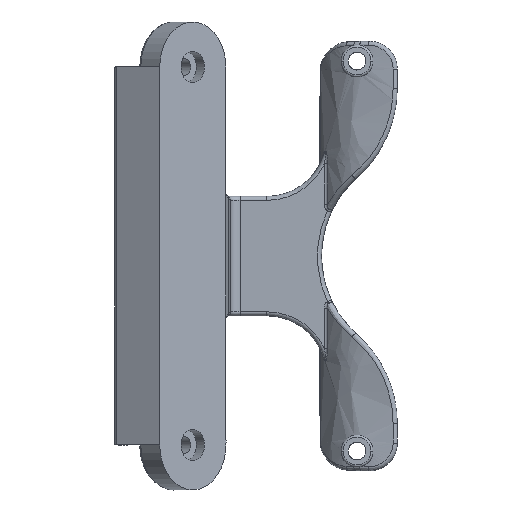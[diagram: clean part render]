
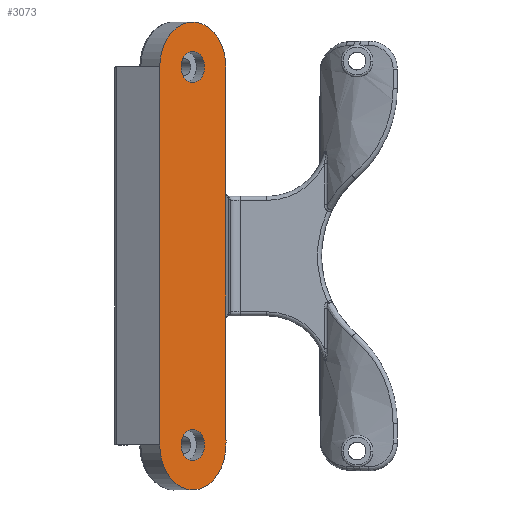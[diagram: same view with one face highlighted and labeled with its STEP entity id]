
A CAD part, top view. The second image highlights one B-rep face of the part: STEP entity #3073.
In plain terms, the highlighted planar face has unit normal (0.678, 0, 0.735).
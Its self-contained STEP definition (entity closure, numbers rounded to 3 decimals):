
#173=FACE_BOUND('',#810,.T.);
#174=FACE_BOUND('',#811,.T.);
#200=PLANE('',#3357);
#238=LINE('',#5869,#351);
#239=LINE('',#5870,#352);
#255=LINE('',#5963,#368);
#312=LINE('',#13191,#425);
#351=VECTOR('',#3499,10.);
#352=VECTOR('',#3500,10.);
#368=VECTOR('',#3574,10.);
#425=VECTOR('',#4003,10.);
#610=FACE_OUTER_BOUND('',#809,.T.);
#809=EDGE_LOOP('',(#2807,#2808,#2809,#2810,#2811,#2812,#2813,#2814));
#810=EDGE_LOOP('',(#2815));
#811=EDGE_LOOP('',(#2816));
#854=B_SPLINE_CURVE_WITH_KNOTS('',3,(#5803,#5804,#5805,#5806,#5807,#5808,
#5809,#5810,#5811,#5812,#5813,#5814,#5815,#5816,#5817,#5818,#5819,#5820,
#5821,#5822),.UNSPECIFIED.,.F.,.F.,(4,2,2,2,2,2,2,2,2,4),(0.1,
0.126,0.136,0.14,0.143,
0.147,0.153,0.164,0.197,
0.299),.UNSPECIFIED.);
#1158=CIRCLE('',#3358,11.3);
#1159=CIRCLE('',#3359,11.3);
#1160=CIRCLE('',#3360,11.3);
#1161=CIRCLE('',#3361,4.);
#1162=CIRCLE('',#3362,4.);
#1202=VERTEX_POINT('',#5665);
#1219=VERTEX_POINT('',#5727);
#1227=VERTEX_POINT('',#5792);
#1229=VERTEX_POINT('',#5802);
#1237=VERTEX_POINT('',#5866);
#1238=VERTEX_POINT('',#5868);
#1258=VERTEX_POINT('',#5961);
#1446=VERTEX_POINT('',#13190);
#1447=VERTEX_POINT('',#13195);
#1448=VERTEX_POINT('',#13197);
#1534=EDGE_CURVE('',#1229,#1227,#854,.F.);
#1545=EDGE_CURVE('',#1238,#1237,#238,.T.);
#1546=EDGE_CURVE('',#1227,#1238,#239,.T.);
#1580=EDGE_CURVE('',#1237,#1258,#255,.T.);
#1908=EDGE_CURVE('',#1219,#1446,#312,.T.);
#1909=EDGE_CURVE('',#1446,#1202,#1158,.T.);
#1910=EDGE_CURVE('',#1229,#1202,#1159,.T.);
#1911=EDGE_CURVE('',#1258,#1219,#1160,.T.);
#1912=EDGE_CURVE('',#1447,#1447,#1161,.T.);
#1913=EDGE_CURVE('',#1448,#1448,#1162,.T.);
#2807=ORIENTED_EDGE('',*,*,#1908,.T.);
#2808=ORIENTED_EDGE('',*,*,#1909,.T.);
#2809=ORIENTED_EDGE('',*,*,#1910,.F.);
#2810=ORIENTED_EDGE('',*,*,#1534,.T.);
#2811=ORIENTED_EDGE('',*,*,#1546,.T.);
#2812=ORIENTED_EDGE('',*,*,#1545,.T.);
#2813=ORIENTED_EDGE('',*,*,#1580,.T.);
#2814=ORIENTED_EDGE('',*,*,#1911,.T.);
#2815=ORIENTED_EDGE('',*,*,#1912,.T.);
#2816=ORIENTED_EDGE('',*,*,#1913,.T.);
#3073=ADVANCED_FACE('',(#610,#173,#174),#200,.T.);
#3357=AXIS2_PLACEMENT_3D('',#13189,#4001,#4002);
#3358=AXIS2_PLACEMENT_3D('',#13192,#4004,#4005);
#3359=AXIS2_PLACEMENT_3D('',#13193,#4006,#4007);
#3360=AXIS2_PLACEMENT_3D('',#13194,#4008,#4009);
#3361=AXIS2_PLACEMENT_3D('',#13196,#4010,#4011);
#3362=AXIS2_PLACEMENT_3D('',#13198,#4012,#4013);
#3499=DIRECTION('',(0.,1.,0.));
#3500=DIRECTION('',(0.,1.,0.));
#3574=DIRECTION('',(0.,1.,0.));
#4001=DIRECTION('center_axis',(0.678,0.,
0.735));
#4002=DIRECTION('ref_axis',(0.,1.,0.));
#4003=DIRECTION('',(0.,-1.,0.));
#4004=DIRECTION('center_axis',(0.678,0.,
0.735));
#4005=DIRECTION('ref_axis',(0.,1.,0.));
#4006=DIRECTION('center_axis',(-0.678,0.,
-0.735));
#4007=DIRECTION('ref_axis',(0.,1.,0.));
#4008=DIRECTION('center_axis',(0.678,0.,
0.735));
#4009=DIRECTION('ref_axis',(0.,1.,0.));
#4010=DIRECTION('center_axis',(-0.678,0.,
-0.735));
#4011=DIRECTION('ref_axis',(0.,1.,0.));
#4012=DIRECTION('center_axis',(-0.678,0.,
-0.735));
#4013=DIRECTION('ref_axis',(0.,1.,0.));
#5665=CARTESIAN_POINT('',(-57.09,122.503,99.52));
#5727=CARTESIAN_POINT('',(-57.09,217.503,99.52));
#5792=CARTESIAN_POINT('',(-40.483,123.936,84.191));
#5802=CARTESIAN_POINT('',(-40.486,122.183,84.195));
#5803=CARTESIAN_POINT('Ctrl Pts',(-40.483,123.936,84.191));
#5804=CARTESIAN_POINT('Ctrl Pts',(-40.47,123.866,84.18));
#5805=CARTESIAN_POINT('Ctrl Pts',(-40.459,123.796,84.169));
#5806=CARTESIAN_POINT('Ctrl Pts',(-40.447,123.699,84.158));
#5807=CARTESIAN_POINT('Ctrl Pts',(-40.444,123.671,84.155));
#5808=CARTESIAN_POINT('Ctrl Pts',(-40.44,123.632,84.152));
#5809=CARTESIAN_POINT('Ctrl Pts',(-40.439,123.62,84.151));
#5810=CARTESIAN_POINT('Ctrl Pts',(-40.437,123.598,84.149));
#5811=CARTESIAN_POINT('Ctrl Pts',(-40.436,123.588,84.148));
#5812=CARTESIAN_POINT('Ctrl Pts',(-40.434,123.569,84.147));
#5813=CARTESIAN_POINT('Ctrl Pts',(-40.434,123.558,84.146));
#5814=CARTESIAN_POINT('Ctrl Pts',(-40.432,123.532,84.145));
#5815=CARTESIAN_POINT('Ctrl Pts',(-40.431,123.516,84.144));
#5816=CARTESIAN_POINT('Ctrl Pts',(-40.429,123.468,84.142));
#5817=CARTESIAN_POINT('Ctrl Pts',(-40.428,123.435,84.141));
#5818=CARTESIAN_POINT('Ctrl Pts',(-40.426,123.311,84.139));
#5819=CARTESIAN_POINT('Ctrl Pts',(-40.428,123.219,84.141));
#5820=CARTESIAN_POINT('Ctrl Pts',(-40.446,122.845,84.157));
#5821=CARTESIAN_POINT('Ctrl Pts',(-40.479,122.532,84.188));
#5822=CARTESIAN_POINT('Ctrl Pts',(-40.486,122.183,84.195));
#5866=CARTESIAN_POINT('',(-40.483,185.503,84.191));
#5868=CARTESIAN_POINT('',(-40.483,165.503,84.191));
#5869=CARTESIAN_POINT('',(-40.483,122.503,84.191));
#5870=CARTESIAN_POINT('',(-40.483,122.503,84.191));
#5961=CARTESIAN_POINT('',(-40.483,217.498,84.191));
#5963=CARTESIAN_POINT('',(-40.483,122.503,84.191));
#13189=CARTESIAN_POINT('Origin',(-48.786,170.003,91.856));
#13190=CARTESIAN_POINT('',(-57.09,122.503,99.52));
#13191=CARTESIAN_POINT('',(-57.09,218.592,99.52));
#13192=CARTESIAN_POINT('Origin',(-48.786,122.503,91.856));
#13193=CARTESIAN_POINT('Origin',(-48.786,122.503,91.856));
#13194=CARTESIAN_POINT('Origin',(-48.786,217.503,91.856));
#13195=CARTESIAN_POINT('',(-48.786,213.503,91.856));
#13196=CARTESIAN_POINT('Origin',(-48.786,217.503,91.856));
#13197=CARTESIAN_POINT('',(-48.786,118.503,91.856));
#13198=CARTESIAN_POINT('Origin',(-48.786,122.503,91.856));
